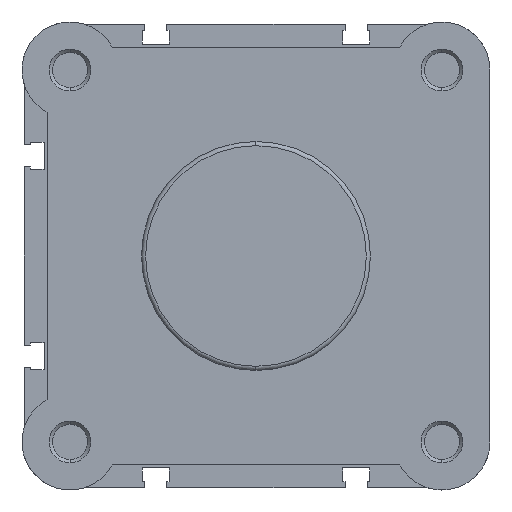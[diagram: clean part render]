
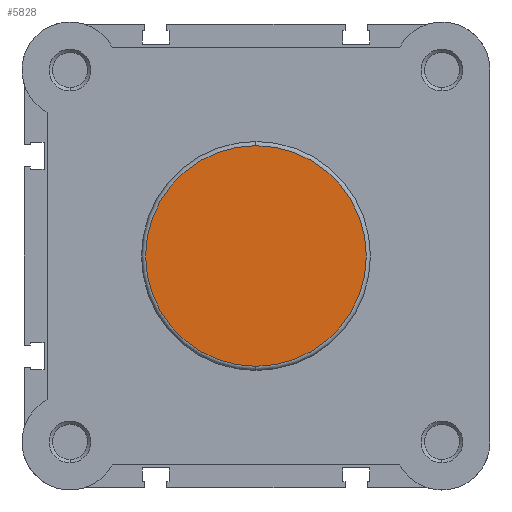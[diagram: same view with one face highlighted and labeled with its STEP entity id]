
A CAD part, left-side view. The second image highlights one B-rep face of the part: STEP entity #5828.
In plain terms, the highlighted planar face has unit normal (-1, 0, 0).
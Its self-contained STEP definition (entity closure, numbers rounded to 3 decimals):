
#614 = AXIS2_PLACEMENT_3D ( 'NONE', #2402, #2403, #2404 ) ;
#646 = AXIS2_PLACEMENT_3D ( 'NONE', #2553, #2560, #2561 ) ;
#786 = EDGE_LOOP ( 'NONE', ( #2927, #2928 ) ) ;
#1527 = CIRCLE ( 'NONE', #614, 26.4 ) ;
#1615 = CIRCLE ( 'NONE', #646, 26.4 ) ;
#2402 = CARTESIAN_POINT ( 'NONE',  ( 0., 0., 0. ) ) ;
#2403 = DIRECTION ( 'NONE',  ( -1., 0., 0. ) ) ;
#2404 = DIRECTION ( 'NONE',  ( 0., 0., -1. ) ) ;
#2553 = CARTESIAN_POINT ( 'NONE',  ( 0., 0., 0. ) ) ;
#2560 = DIRECTION ( 'NONE',  ( -1., 0., 0. ) ) ;
#2561 = DIRECTION ( 'NONE',  ( 0., 0., -1. ) ) ;
#2927 = ORIENTED_EDGE ( 'NONE', *, *, #6375, .T. ) ;
#2928 = ORIENTED_EDGE ( 'NONE', *, *, #6313, .T. ) ;
#3391 = FACE_OUTER_BOUND ( 'NONE', #786, .T. ) ;
#4016 = CARTESIAN_POINT ( 'NONE',  ( 0., 0., 26.4 ) ) ;
#4017 = CARTESIAN_POINT ( 'NONE',  ( 0., 0., -26.4 ) ) ;
#4124 = VERTEX_POINT ( 'NONE', #4017 ) ;
#4125 = VERTEX_POINT ( 'NONE', #4016 ) ;
#5067 = PLANE ( 'NONE',  #6588 ) ;
#5070 = CARTESIAN_POINT ( 'NONE',  ( 0., 27.4, 0. ) ) ;
#5076 = DIRECTION ( 'NONE',  ( 1., 0., 0. ) ) ;
#5077 = DIRECTION ( 'NONE',  ( 0., 0., -1. ) ) ;
#5828 = ADVANCED_FACE ( 'NONE', ( #3391 ), #5067, .F. ) ;
#6313 = EDGE_CURVE ( 'NONE', #4125, #4124, #1527, .T. ) ;
#6375 = EDGE_CURVE ( 'NONE', #4124, #4125, #1615, .T. ) ;
#6588 = AXIS2_PLACEMENT_3D ( 'NONE', #5070, #5076, #5077 ) ;
